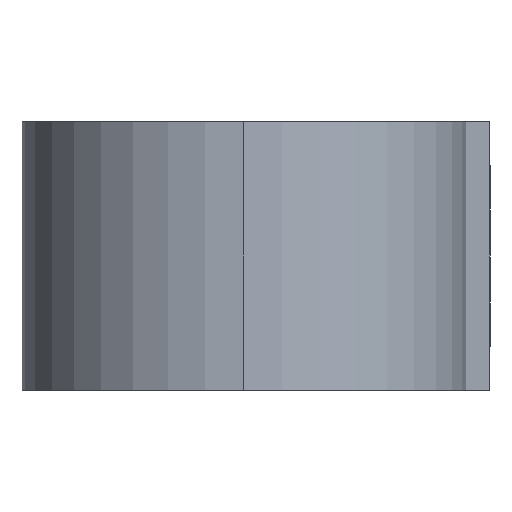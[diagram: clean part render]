
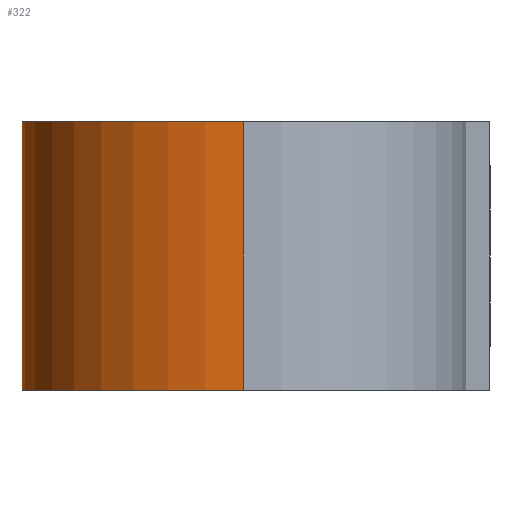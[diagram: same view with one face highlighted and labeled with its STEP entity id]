
A CAD part, left-side view. The second image highlights one B-rep face of the part: STEP entity #322.
In plain terms, the highlighted cylindrical face has radius 16.5 mm (diameter 33 mm), a partial arc.
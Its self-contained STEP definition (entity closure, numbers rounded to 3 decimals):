
#9 = VECTOR ( 'NONE', #249, 1000. ) ;
#15 = DIRECTION ( 'NONE',  ( -1., 0., 0. ) ) ;
#30 = DIRECTION ( 'NONE',  ( 0., 0., -1. ) ) ;
#38 = EDGE_CURVE ( 'NONE', #466, #502, #450, .T. ) ;
#76 = CARTESIAN_POINT ( 'NONE',  ( 0., 16., -10. ) ) ;
#81 = CIRCLE ( 'NONE', #197, 16.5 ) ;
#167 = DIRECTION ( 'NONE',  ( -1., 0., 0. ) ) ;
#197 = AXIS2_PLACEMENT_3D ( 'NONE', #76, #826, #167 ) ;
#200 = ORIENTED_EDGE ( 'NONE', *, *, #501, .F. ) ;
#219 = EDGE_CURVE ( 'NONE', #466, #295, #251, .T. ) ;
#245 = DIRECTION ( 'NONE',  ( 0., 0., -1. ) ) ;
#249 = DIRECTION ( 'NONE',  ( 0., 0., -1. ) ) ;
#251 = CIRCLE ( 'NONE', #737, 16.5 ) ;
#295 = VERTEX_POINT ( 'NONE', #494 ) ;
#310 = CARTESIAN_POINT ( 'NONE',  ( 16.5, 16., 10. ) ) ;
#322 = ADVANCED_FACE ( 'NONE', ( #830 ), #346, .T. ) ;
#323 = CARTESIAN_POINT ( 'NONE',  ( -16.5, 16., -10. ) ) ;
#337 = EDGE_CURVE ( 'NONE', #502, #659, #81, .T. ) ;
#346 = CYLINDRICAL_SURFACE ( 'NONE', #530, 16.5 ) ;
#372 = LINE ( 'NONE', #577, #841 ) ;
#440 = ORIENTED_EDGE ( 'NONE', *, *, #38, .T. ) ;
#450 = LINE ( 'NONE', #310, #9 ) ;
#466 = VERTEX_POINT ( 'NONE', #504 ) ;
#475 = EDGE_LOOP ( 'NONE', ( #200, #671, #440, #726 ) ) ;
#479 = DIRECTION ( 'NONE',  ( 0., 0., 1. ) ) ;
#494 = CARTESIAN_POINT ( 'NONE',  ( -16.5, 16., 10. ) ) ;
#501 = EDGE_CURVE ( 'NONE', #295, #659, #372, .T. ) ;
#502 = VERTEX_POINT ( 'NONE', #709 ) ;
#504 = CARTESIAN_POINT ( 'NONE',  ( 16.5, 16., 10. ) ) ;
#530 = AXIS2_PLACEMENT_3D ( 'NONE', #610, #30, #15 ) ;
#577 = CARTESIAN_POINT ( 'NONE',  ( -16.5, 16., 10. ) ) ;
#610 = CARTESIAN_POINT ( 'NONE',  ( 0., 16., 10. ) ) ;
#659 = VERTEX_POINT ( 'NONE', #323 ) ;
#671 = ORIENTED_EDGE ( 'NONE', *, *, #219, .F. ) ;
#709 = CARTESIAN_POINT ( 'NONE',  ( 16.5, 16., -10. ) ) ;
#726 = ORIENTED_EDGE ( 'NONE', *, *, #337, .T. ) ;
#737 = AXIS2_PLACEMENT_3D ( 'NONE', #804, #479, #799 ) ;
#799 = DIRECTION ( 'NONE',  ( -1., 0., 0. ) ) ;
#804 = CARTESIAN_POINT ( 'NONE',  ( 0., 16., 10. ) ) ;
#826 = DIRECTION ( 'NONE',  ( 0., 0., 1. ) ) ;
#830 = FACE_OUTER_BOUND ( 'NONE', #475, .T. ) ;
#841 = VECTOR ( 'NONE', #245, 1000. ) ;
